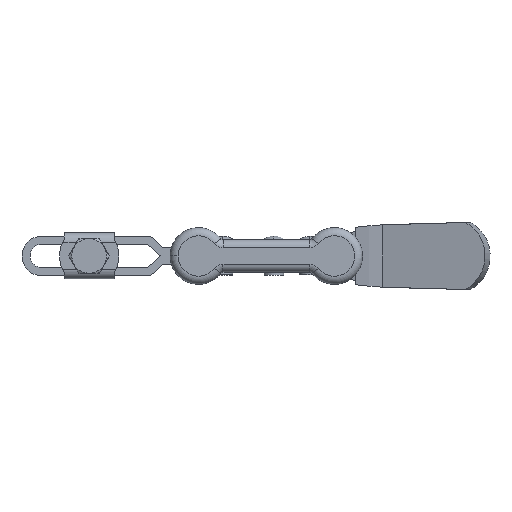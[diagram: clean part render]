
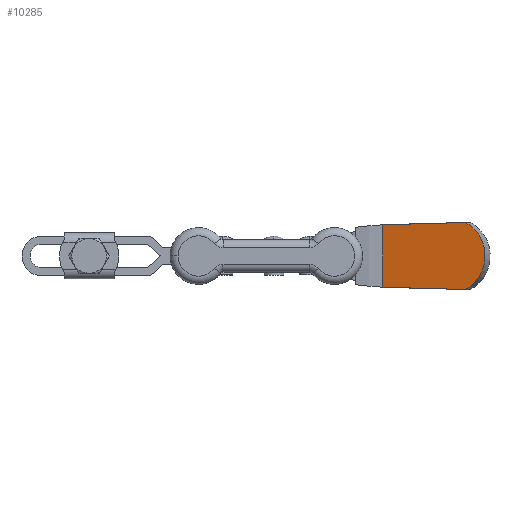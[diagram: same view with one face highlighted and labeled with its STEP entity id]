
A CAD part, front view. The second image highlights one B-rep face of the part: STEP entity #10285.
In plain terms, the highlighted planar face has unit normal (-0.238, -0.971, 0).
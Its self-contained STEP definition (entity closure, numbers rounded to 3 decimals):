
#173 = CARTESIAN_POINT ( 'NONE',  ( 65.586, 21.815, -11.574 ) ) ;
#347 = CARTESIAN_POINT ( 'NONE',  ( 65.586, 21.815, 19.996 ) ) ;
#391 = LINE ( 'NONE', #347, #2531 ) ;
#1198 = ORIENTED_EDGE ( 'NONE', *, *, #11165, .T. ) ;
#1567 = AXIS2_PLACEMENT_3D ( 'NONE', #7130, #1584, #8058 ) ;
#1584 = DIRECTION ( 'NONE',  ( 0.238, 0.971, 0. ) ) ;
#1730 = VERTEX_POINT ( 'NONE', #10402 ) ;
#1752 = CARTESIAN_POINT ( 'NONE',  ( 86.075, 16.803, 12.639 ) ) ;
#2024 =( BOUNDED_CURVE ( )  B_SPLINE_CURVE ( 3, ( #2633, #11027, #1752, #8246 ),
 .UNSPECIFIED., .F., .F. ) 
 B_SPLINE_CURVE_WITH_KNOTS ( ( 4, 4 ),
 ( 4.638, 4.732 ),
 .UNSPECIFIED. ) 
 CURVE ( )  GEOMETRIC_REPRESENTATION_ITEM ( )  RATIONAL_B_SPLINE_CURVE ( ( 1., 0.999, 0.999, 1. ) ) 
 REPRESENTATION_ITEM ( '' )  );
#2267 = ORIENTED_EDGE ( 'NONE', *, *, #8357, .F. ) ;
#2531 = VECTOR ( 'NONE', #8689, 1000. ) ;
#2633 = CARTESIAN_POINT ( 'NONE',  ( 65.586, 21.815, 11.565 ) ) ;
#3809 = CARTESIAN_POINT ( 'NONE',  ( 65.586, 21.815, -11.574 ) ) ;
#4048 = EDGE_LOOP ( 'NONE', ( #2267, #1198, #9708, #10108 ) ) ;
#4061 = CARTESIAN_POINT ( 'NONE',  ( 107.327, 11.605, 6.395 ) ) ;
#4424 = CARTESIAN_POINT ( 'NONE',  ( 96.334, 14.294, 12.43 ) ) ;
#4702 = CARTESIAN_POINT ( 'NONE',  ( 86.075, 16.803, -12.648 ) ) ;
#5006 = CARTESIAN_POINT ( 'NONE',  ( 96.334, 14.294, -12.438 ) ) ;
#5730 = CARTESIAN_POINT ( 'NONE',  ( 75.818, 19.312, -12.359 ) ) ;
#6177 = PLANE ( 'NONE',  #1567 ) ;
#6401 = VERTEX_POINT ( 'NONE', #3809 ) ;
#7130 = CARTESIAN_POINT ( 'NONE',  ( 65.586, 21.815, 19.996 ) ) ;
#7491 = CARTESIAN_POINT ( 'NONE',  ( 96.334, 14.294, -12.438 ) ) ;
#8030 = EDGE_CURVE ( 'NONE', #11470, #1730, #8975, .T. ) ;
#8058 = DIRECTION ( 'NONE',  ( -0.971, 0.238, 0. ) ) ;
#8246 = CARTESIAN_POINT ( 'NONE',  ( 96.334, 14.294, 12.43 ) ) ;
#8357 = EDGE_CURVE ( 'NONE', #10306, #11470, #2024, .T. ) ;
#8689 = DIRECTION ( 'NONE',  ( 0., 0., -1. ) ) ;
#8975 =( BOUNDED_CURVE ( )  B_SPLINE_CURVE ( 3, ( #9617, #4061, #10580, #5006 ),
 .UNSPECIFIED., .F., .F. ) 
 B_SPLINE_CURVE_WITH_KNOTS ( ( 4, 4 ),
 ( 5.203, 7.363 ),
 .UNSPECIFIED. ) 
 CURVE ( )  GEOMETRIC_REPRESENTATION_ITEM ( )  RATIONAL_B_SPLINE_CURVE ( ( 1., 0.648, 0.648, 1. ) ) 
 REPRESENTATION_ITEM ( '' )  );
#9617 = CARTESIAN_POINT ( 'NONE',  ( 96.334, 14.294, 12.43 ) ) ;
#9708 = ORIENTED_EDGE ( 'NONE', *, *, #11042, .F. ) ;
#9976 = CARTESIAN_POINT ( 'NONE',  ( 65.586, 21.815, 11.565 ) ) ;
#10108 = ORIENTED_EDGE ( 'NONE', *, *, #8030, .F. ) ;
#10285 = ADVANCED_FACE ( 'NONE', ( #11800 ), #6177, .F. ) ;
#10306 = VERTEX_POINT ( 'NONE', #9976 ) ;
#10402 = CARTESIAN_POINT ( 'NONE',  ( 96.334, 14.294, -12.438 ) ) ;
#10580 = CARTESIAN_POINT ( 'NONE',  ( 107.327, 11.605, -6.403 ) ) ;
#11027 = CARTESIAN_POINT ( 'NONE',  ( 75.818, 19.312, 12.351 ) ) ;
#11042 = EDGE_CURVE ( 'NONE', #1730, #6401, #11436, .T. ) ;
#11165 = EDGE_CURVE ( 'NONE', #10306, #6401, #391, .T. ) ;
#11436 =( BOUNDED_CURVE ( )  B_SPLINE_CURVE ( 3, ( #7491, #4702, #5730, #173 ),
 .UNSPECIFIED., .F., .F. ) 
 B_SPLINE_CURVE_WITH_KNOTS ( ( 4, 4 ),
 ( 1.551, 1.645 ),
 .UNSPECIFIED. ) 
 CURVE ( )  GEOMETRIC_REPRESENTATION_ITEM ( )  RATIONAL_B_SPLINE_CURVE ( ( 1., 0.999, 0.999, 1. ) ) 
 REPRESENTATION_ITEM ( '' )  );
#11470 = VERTEX_POINT ( 'NONE', #4424 ) ;
#11800 = FACE_OUTER_BOUND ( 'NONE', #4048, .T. ) ;
